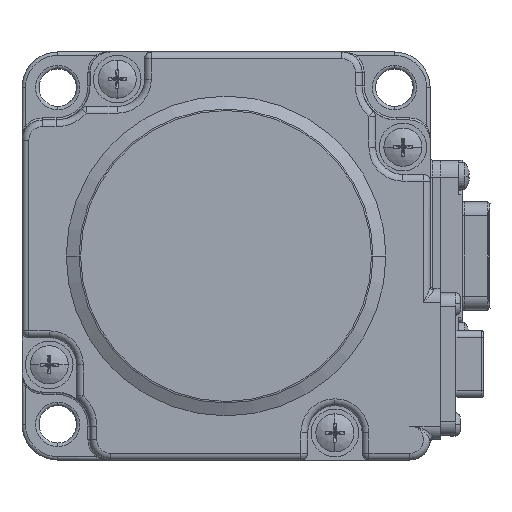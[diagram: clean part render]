
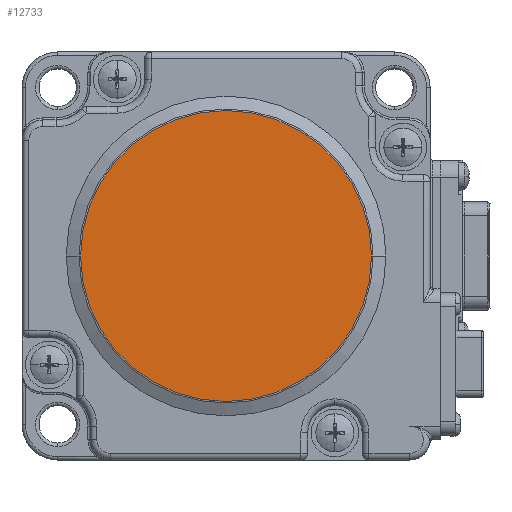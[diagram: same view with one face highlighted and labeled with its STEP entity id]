
A CAD part, front view. The second image highlights one B-rep face of the part: STEP entity #12733.
In plain terms, the highlighted planar face has unit normal (0, -1, 0).
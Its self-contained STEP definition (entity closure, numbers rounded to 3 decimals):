
#912 = CARTESIAN_POINT ( 'NONE',  ( -67.412, -80.996, 0. ) ) ;
#3049 = AXIS2_PLACEMENT_3D ( 'NONE', #912, #9697, #18474 ) ;
#4016 = CARTESIAN_POINT ( 'NONE',  ( -67.412, -80.996, 0. ) ) ;
#4244 = CARTESIAN_POINT ( 'NONE',  ( -88.794, -80.996, 0. ) ) ;
#4457 = VERTEX_POINT ( 'NONE', #4244 ) ;
#5238 = FACE_OUTER_BOUND ( 'NONE', #22137, .T. ) ;
#6997 = CARTESIAN_POINT ( 'NONE',  ( -46.03, -80.996, 0. ) ) ;
#7956 = DIRECTION ( 'NONE',  ( -1., 0., 0. ) ) ;
#8729 = EDGE_CURVE ( 'NONE', #4457, #9909, #21666, .T. ) ;
#9697 = DIRECTION ( 'NONE',  ( 0., -1., 0. ) ) ;
#9909 = VERTEX_POINT ( 'NONE', #6997 ) ;
#10668 = ORIENTED_EDGE ( 'NONE', *, *, #8729, .T. ) ;
#12508 = DIRECTION ( 'NONE',  ( 0., -1., 0. ) ) ;
#12733 = ADVANCED_FACE ( 'NONE', ( #5238 ), #14009, .T. ) ;
#13330 = AXIS2_PLACEMENT_3D ( 'NONE', #23617, #20767, #7956 ) ;
#14009 = PLANE ( 'NONE',  #3049 ) ;
#18446 = AXIS2_PLACEMENT_3D ( 'NONE', #4016, #12508, #21000 ) ;
#18474 = DIRECTION ( 'NONE',  ( -1., 0., 0. ) ) ;
#18791 = ORIENTED_EDGE ( 'NONE', *, *, #19869, .T. ) ;
#19869 = EDGE_CURVE ( 'NONE', #9909, #4457, #23857, .T. ) ;
#20767 = DIRECTION ( 'NONE',  ( 0., -1., 0. ) ) ;
#21000 = DIRECTION ( 'NONE',  ( -1., 0., 0. ) ) ;
#21666 = CIRCLE ( 'NONE', #18446, 21.382 ) ;
#22137 = EDGE_LOOP ( 'NONE', ( #10668, #18791 ) ) ;
#23617 = CARTESIAN_POINT ( 'NONE',  ( -67.412, -80.996, 0. ) ) ;
#23857 = CIRCLE ( 'NONE', #13330, 21.382 ) ;
